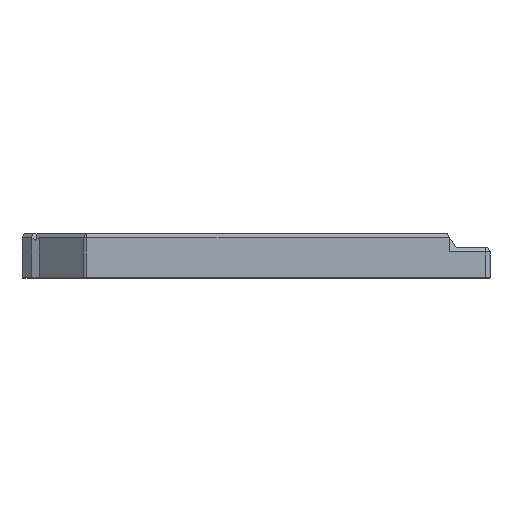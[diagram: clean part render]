
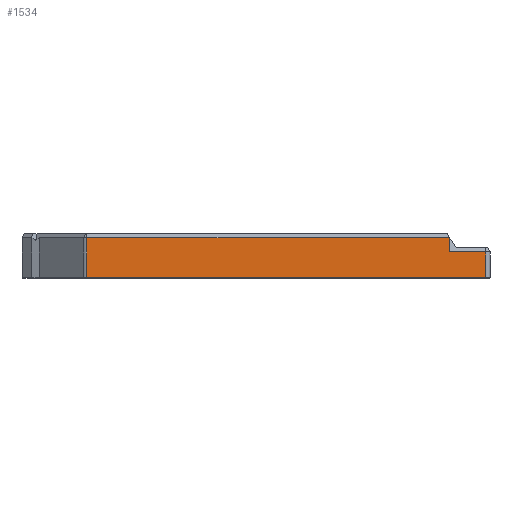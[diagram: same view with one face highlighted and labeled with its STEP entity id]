
A CAD part, front view. The second image highlights one B-rep face of the part: STEP entity #1534.
In plain terms, the highlighted planar face has unit normal (0, -1, 0).
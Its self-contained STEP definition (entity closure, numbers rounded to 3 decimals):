
#632=CARTESIAN_POINT('',(502.871,109.962,25.2));
#633=VERTEX_POINT('',#632);
#657=CARTESIAN_POINT('',(404.964,109.962,25.2));
#658=VERTEX_POINT('',#657);
#659=CARTESIAN_POINT('',(502.871,109.962,25.2));
#660=DIRECTION('',(-1.,0.,0.));
#661=VECTOR('',#660,97.907);
#662=LINE('',#659,#661);
#663=EDGE_CURVE('',#633,#658,#662,.T.);
#1476=CARTESIAN_POINT('',(502.871,109.962,31.5));
#1477=VERTEX_POINT('',#1476);
#1485=CARTESIAN_POINT('',(502.871,109.962,31.5));
#1486=DIRECTION('',(0.,-0.,-1.));
#1487=VECTOR('',#1486,6.3);
#1488=LINE('',#1485,#1487);
#1489=EDGE_CURVE('',#1477,#633,#1488,.T.);
#1495=CARTESIAN_POINT('',(404.55,109.962,25.));
#1496=DIRECTION('',(0.,-1.,0.));
#1497=DIRECTION('',(1.,0.,0.));
#1498=AXIS2_PLACEMENT_3D('',#1495,#1496,#1497);
#1499=PLANE('',#1498);
#1500=ORIENTED_EDGE('',*,*,#1489,.F.);
#1501=CARTESIAN_POINT('',(493.871,109.962,31.5));
#1502=VERTEX_POINT('',#1501);
#1503=CARTESIAN_POINT('',(493.871,109.962,31.5));
#1504=DIRECTION('',(1.,0.,-0.));
#1505=VECTOR('',#1504,9.);
#1506=LINE('',#1503,#1505);
#1507=EDGE_CURVE('',#1502,#1477,#1506,.T.);
#1508=ORIENTED_EDGE('',*,*,#1507,.F.);
#1509=CARTESIAN_POINT('',(493.871,109.962,35.));
#1510=VERTEX_POINT('',#1509);
#1511=CARTESIAN_POINT('',(493.871,109.962,31.5));
#1512=DIRECTION('',(0.,0.,1.));
#1513=VECTOR('',#1512,3.5);
#1514=LINE('',#1511,#1513);
#1515=EDGE_CURVE('',#1502,#1510,#1514,.T.);
#1516=ORIENTED_EDGE('',*,*,#1515,.T.);
#1517=CARTESIAN_POINT('',(404.964,109.962,35.));
#1518=VERTEX_POINT('',#1517);
#1519=CARTESIAN_POINT('',(404.964,109.962,35.));
#1520=DIRECTION('',(1.,0.,-0.));
#1521=VECTOR('',#1520,88.907);
#1522=LINE('',#1519,#1521);
#1523=EDGE_CURVE('',#1518,#1510,#1522,.T.);
#1524=ORIENTED_EDGE('',*,*,#1523,.F.);
#1525=CARTESIAN_POINT('',(404.964,109.962,35.));
#1526=DIRECTION('',(-0.,-0.,-1.));
#1527=VECTOR('',#1526,9.8);
#1528=LINE('',#1525,#1527);
#1529=EDGE_CURVE('',#1518,#658,#1528,.T.);
#1530=ORIENTED_EDGE('',*,*,#1529,.T.);
#1531=ORIENTED_EDGE('',*,*,#663,.F.);
#1532=EDGE_LOOP('',(#1500,#1508,#1516,#1524,#1530,#1531));
#1533=FACE_BOUND('',#1532,.T.);
#1534=ADVANCED_FACE('',(#1533),#1499,.T.);
